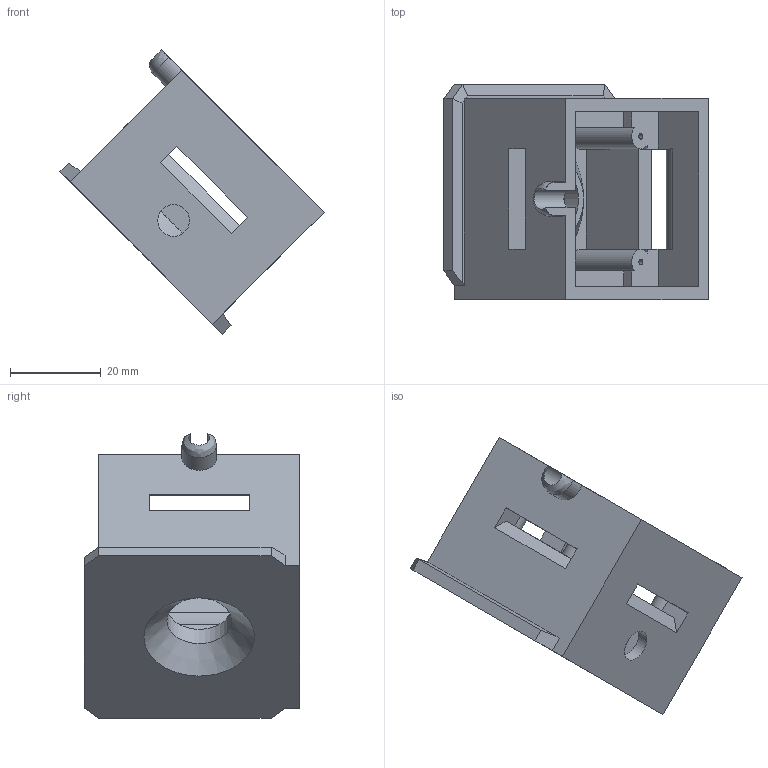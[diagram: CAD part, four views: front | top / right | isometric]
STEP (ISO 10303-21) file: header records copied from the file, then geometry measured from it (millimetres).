
FILE_DESCRIPTION( ( '' ), ' ' );
FILE_NAME( '5eac4533a92953155a8131a0.step', '2020-05-01T15:50:11', ( '' ), ( '' ), ' ', ' ', ' ' );
FILE_SCHEMA( ( 'AUTOMOTIVE_DESIGN { 1 0 10303 214 1 1 1 1 }' ) );
Length unit declared in the file: metre
Products named in the file (1): DBS20 - USB Camera Base
Bounding box: 58.37 x 47.62 x 62.86 mm (x, y, z)
Volume: 31696.2 mm3; surface area: 16044.5 mm2
Topology: 1 solids, 1 shells, 89 faces, 251 edges, 166 vertices
Faces by surface type: plane 70, cylinder 16, cone 2, bspline 1
Full cylindrical faces by diameter (mm): 1.27 x4, 7.01 x1, 14.287 x1
Entity records: 3590 total; most frequent: CARTESIAN_POINT 544, ORIENTED_EDGE 484, DIRECTION 453, EDGE_CURVE 242, LINE 205, VECTOR 205, VERTEX_POINT 165, AXIS2_PLACEMENT_3D 124
